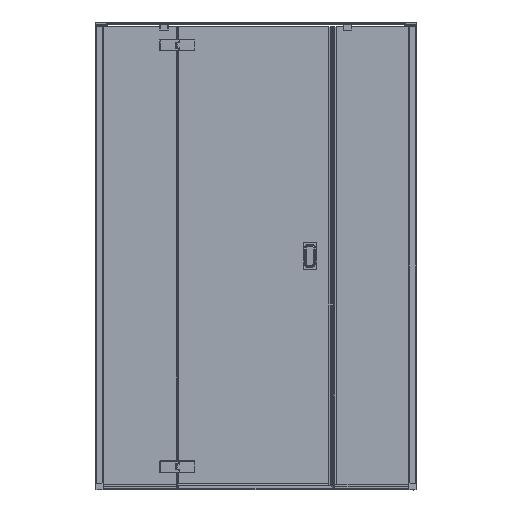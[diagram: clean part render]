
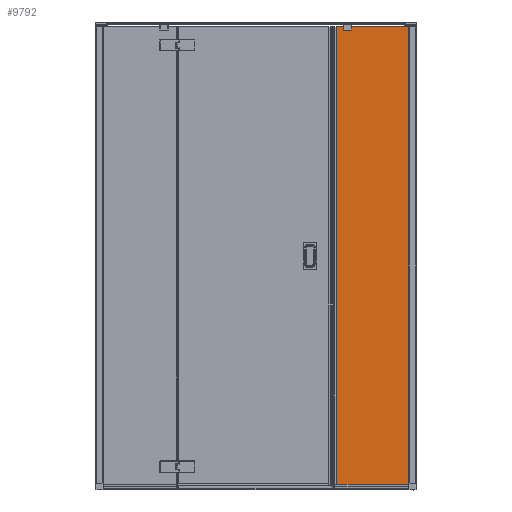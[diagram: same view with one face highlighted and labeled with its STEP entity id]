
A CAD part, top view. The second image highlights one B-rep face of the part: STEP entity #9792.
In plain terms, the highlighted planar face has unit normal (0, 0, 1).
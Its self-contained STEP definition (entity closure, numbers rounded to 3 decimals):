
#662 = DIRECTION ( 'NONE',  ( 0., -1., 0. ) ) ;
#1564 = ORIENTED_EDGE ( 'NONE', *, *, #9043, .F. ) ;
#4504 = EDGE_CURVE ( 'NONE', #16153, #44571, #46355, .T. ) ;
#5814 = CARTESIAN_POINT ( 'NONE',  ( 1192.5, 26., 4.148 ) ) ;
#6229 = VECTOR ( 'NONE', #62267, 1000. ) ;
#9043 = EDGE_CURVE ( 'NONE', #39776, #28870, #81771, .T. ) ;
#9792 = ADVANCED_FACE ( 'NONE', ( #36786 ), #51484, .T. ) ;
#10349 = EDGE_CURVE ( 'NONE', #79457, #16153, #65386, .T. ) ;
#11181 = CARTESIAN_POINT ( 'NONE',  ( 1339.7, 26., 4.148 ) ) ;
#11682 = CARTESIAN_POINT ( 'NONE',  ( 1028.55, 1001., 4.148 ) ) ;
#13351 = LINE ( 'NONE', #15038, #6229 ) ;
#15038 = CARTESIAN_POINT ( 'NONE',  ( 1362.5, 1982., 4.148 ) ) ;
#16153 = VERTEX_POINT ( 'NONE', #81382 ) ;
#16983 = DIRECTION ( 'NONE',  ( 1., 0., 0. ) ) ;
#17807 = CARTESIAN_POINT ( 'NONE',  ( 1362.5, 1982., 4.148 ) ) ;
#19799 = CARTESIAN_POINT ( 'NONE',  ( 1093.8, 1982., 4.148 ) ) ;
#19864 = DIRECTION ( 'NONE',  ( 0., -1., 0. ) ) ;
#20622 = ORIENTED_EDGE ( 'NONE', *, *, #45743, .F. ) ;
#22025 = VECTOR ( 'NONE', #78436, 1000. ) ;
#22920 = ORIENTED_EDGE ( 'NONE', *, *, #4504, .F. ) ;
#23253 = ORIENTED_EDGE ( 'NONE', *, *, #74597, .F. ) ;
#26919 = CARTESIAN_POINT ( 'NONE',  ( 1028.55, 1982., 4.148 ) ) ;
#28622 = EDGE_LOOP ( 'NONE', ( #23253, #22920, #83339, #55862, #20622, #1564, #74567, #53796 ) ) ;
#28811 = VECTOR ( 'NONE', #77227, 1000. ) ;
#28870 = VERTEX_POINT ( 'NONE', #84735 ) ;
#30967 = LINE ( 'NONE', #5814, #45315 ) ;
#36786 = FACE_OUTER_BOUND ( 'NONE', #28622, .T. ) ;
#38087 = CARTESIAN_POINT ( 'NONE',  ( 1362.5, 1982., 4.148 ) ) ;
#38181 = VERTEX_POINT ( 'NONE', #39429 ) ;
#39429 = CARTESIAN_POINT ( 'NONE',  ( 1059.2, 1982., 4.148 ) ) ;
#39776 = VERTEX_POINT ( 'NONE', #19799 ) ;
#41797 = CARTESIAN_POINT ( 'NONE',  ( 1028.55, 20., 4.148 ) ) ;
#43871 = DIRECTION ( 'NONE',  ( -1., 0., 0. ) ) ;
#44160 = LINE ( 'NONE', #11682, #28811 ) ;
#44571 = VERTEX_POINT ( 'NONE', #41797 ) ;
#45158 = DIRECTION ( 'NONE',  ( 1., 0., 0. ) ) ;
#45315 = VECTOR ( 'NONE', #45506, 1000. ) ;
#45404 = EDGE_CURVE ( 'NONE', #76274, #38181, #13351, .T. ) ;
#45506 = DIRECTION ( 'NONE',  ( 1., 0., 0. ) ) ;
#45743 = EDGE_CURVE ( 'NONE', #28870, #51776, #52266, .T. ) ;
#45850 = VECTOR ( 'NONE', #16983, 1000. ) ;
#46355 = LINE ( 'NONE', #49934, #84258 ) ;
#49934 = CARTESIAN_POINT ( 'NONE',  ( 1022.5, 20., 4.148 ) ) ;
#51484 = PLANE ( 'NONE',  #81907 ) ;
#51776 = VERTEX_POINT ( 'NONE', #76959 ) ;
#52266 = LINE ( 'NONE', #72739, #62583 ) ;
#53796 = ORIENTED_EDGE ( 'NONE', *, *, #45404, .F. ) ;
#55862 = ORIENTED_EDGE ( 'NONE', *, *, #65406, .T. ) ;
#58100 = CARTESIAN_POINT ( 'NONE',  ( 1192.5, 1001., 4.148 ) ) ;
#59122 = CARTESIAN_POINT ( 'NONE',  ( 1339.7, 1001., 4.148 ) ) ;
#62163 = EDGE_CURVE ( 'NONE', #38181, #39776, #74273, .T. ) ;
#62267 = DIRECTION ( 'NONE',  ( 1., 0., 0. ) ) ;
#62583 = VECTOR ( 'NONE', #662, 1000. ) ;
#65386 = LINE ( 'NONE', #59122, #81787 ) ;
#65406 = EDGE_CURVE ( 'NONE', #79457, #51776, #30967, .T. ) ;
#72739 = CARTESIAN_POINT ( 'NONE',  ( 1340., 1001., 4.148 ) ) ;
#74273 = LINE ( 'NONE', #38087, #22025 ) ;
#74567 = ORIENTED_EDGE ( 'NONE', *, *, #62163, .F. ) ;
#74597 = EDGE_CURVE ( 'NONE', #44571, #76274, #44160, .T. ) ;
#76274 = VERTEX_POINT ( 'NONE', #26919 ) ;
#76959 = CARTESIAN_POINT ( 'NONE',  ( 1340., 26., 4.148 ) ) ;
#77227 = DIRECTION ( 'NONE',  ( 0., 1., 0. ) ) ;
#78436 = DIRECTION ( 'NONE',  ( 1., 0., 0. ) ) ;
#79457 = VERTEX_POINT ( 'NONE', #11181 ) ;
#81382 = CARTESIAN_POINT ( 'NONE',  ( 1339.7, 20., 4.148 ) ) ;
#81771 = LINE ( 'NONE', #17807, #45850 ) ;
#81787 = VECTOR ( 'NONE', #19864, 1000. ) ;
#81907 = AXIS2_PLACEMENT_3D ( 'NONE', #58100, #84715, #45158 ) ;
#83339 = ORIENTED_EDGE ( 'NONE', *, *, #10349, .F. ) ;
#84258 = VECTOR ( 'NONE', #43871, 1000. ) ;
#84715 = DIRECTION ( 'NONE',  ( 0., 0., 1. ) ) ;
#84735 = CARTESIAN_POINT ( 'NONE',  ( 1340., 1982., 4.148 ) ) ;
